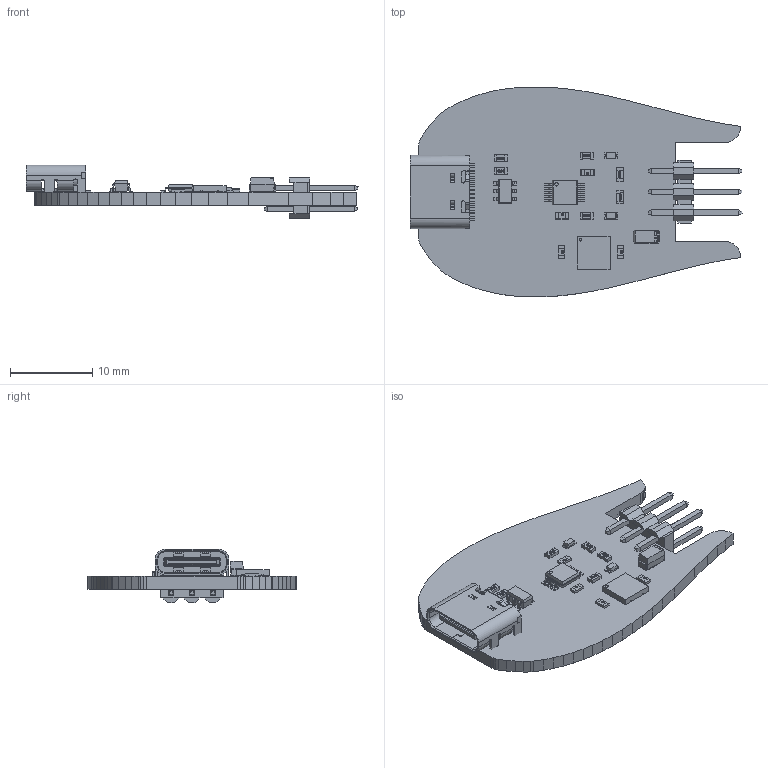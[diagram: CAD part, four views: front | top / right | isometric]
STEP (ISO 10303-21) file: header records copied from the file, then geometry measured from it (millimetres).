
FILE_DESCRIPTION(('Open CASCADE Model'),'2;1');
FILE_NAME('Open CASCADE Shape Model','2024-07-08T19:34:20',('Author'),( 'Open CASCADE'),'Open CASCADE STEP processor 7.5','Open CASCADE 7.5' ,'Unknown');
FILE_SCHEMA(('AUTOMOTIVE_DESIGN { 1 0 10303 214 1 1 1 1 }'));
Length unit declared in the file: millimetre
Products named in the file (31): PCB; Board; Open CASCADE STEP translator 7.5 5.1.1; U3; LM1117LD-3.3; X1; PLD-6; X2; TYPE-C-31-M-12--3DModel-STEP-56544; TYPE-C-31-M-12; U2; 7823919968; U1; 6354964608; R4; Res0603; R3; R2; R1; R6; R5; D2; LSM0603XXXV; D1; C2; 0603 SMD Capacitor; C1; C4; C3; C5; T491A226K006AT
Assembly tree (39 placements, depth 4):
  PCB
    Board
      Open CASCADE STEP translator 7.5 5.1.1
    U3
      LM1117LD-3.3
    X1
      PLD-6
    X2
      TYPE-C-31-M-12--3DModel-STEP-56544
        TYPE-C-31-M-12
    U2
      7823919968
    U1
      6354964608
    R4
      Res0603
    R3
      Res0603
    R2
      Res0603
    R1
      Res0603
    R6
      Res0603
    R5
      Res0603
    D2
      LSM0603XXXV
    D1
      LSM0603XXXV
    C2
      0603 SMD Capacitor
    C1
      0603 SMD Capacitor
    C4
      0603 SMD Capacitor
    C3
      0603 SMD Capacitor
    C5
      T491A226K006AT
Bounding box: 40.45 x 25.58 x 6.56 mm (x, y, z)
Volume: 1440.8 mm3; surface area: 2734.7 mm2
Topology: 83 solids, 84 shells, 2580 faces, 6672 edges, 4272 vertices
Faces by surface type: plane 1784, bspline 450, cylinder 294, sphere 32, cone 20
Entity records: 61198 total; most frequent: CARTESIAN_POINT 14982, ORIENTED_EDGE 9198, DIRECTION 8219, EDGE_CURVE 4599, LINE 3913, VECTOR 3913, VERTEX_POINT 2976, AXIS2_PLACEMENT_3D 2153
